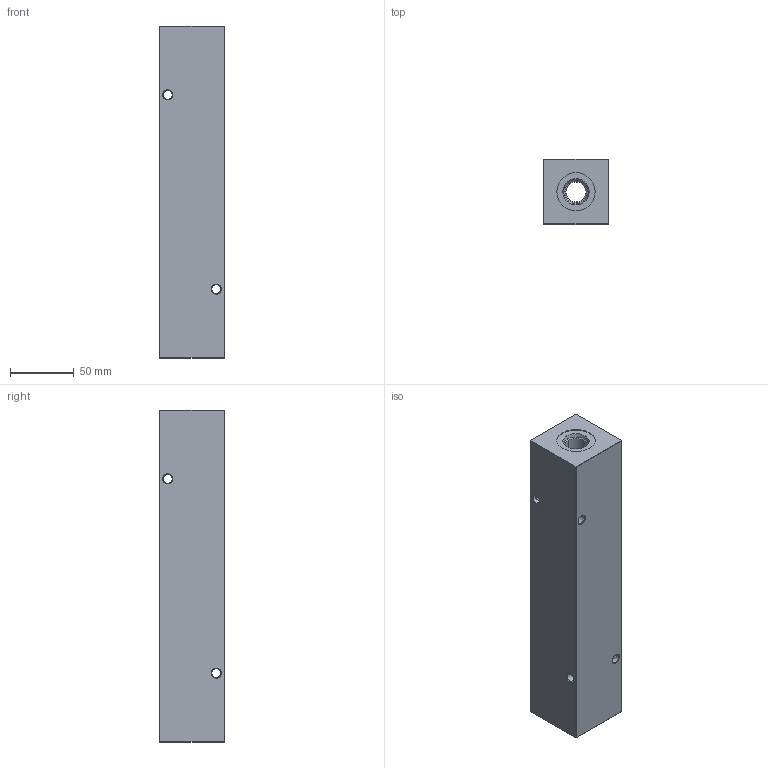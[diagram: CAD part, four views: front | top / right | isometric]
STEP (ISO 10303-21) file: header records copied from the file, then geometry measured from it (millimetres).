
FILE_DESCRIPTION (( 'STEP AP203' ), '1' );
FILE_NAME ('HM-5-0-S-8-4.STEP', '2020-09-30T20:25:26', ( '' ), ( '' ), 'SwSTEP 2.0', 'SolidWorks 2019', '' );
FILE_SCHEMA (( 'CONFIG_CONTROL_DESIGN' ));
Length unit declared in the file: inch
Products named in the file (1): HM-5-0-S-8-4
Bounding box: 50.8 x 50.8 x 260.35 mm (x, y, z)
Volume: 601896.3 mm3; surface area: 76647.8 mm2
Topology: 1 solids, 1 shells, 544 faces, 1392 edges, 892 vertices
Faces by surface type: plane 237, bspline 193, cone 58, cylinder 56
Entity records: 25895 total; most frequent: CARTESIAN_POINT 13904, ORIENTED_EDGE 2784, DIRECTION 1824, EDGE_CURVE 1392, VERTEX_POINT 892, VECTOR 840, LINE 840, EDGE_LOOP 610
